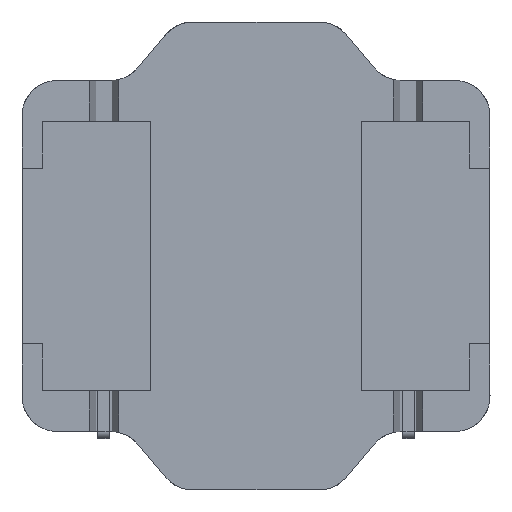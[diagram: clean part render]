
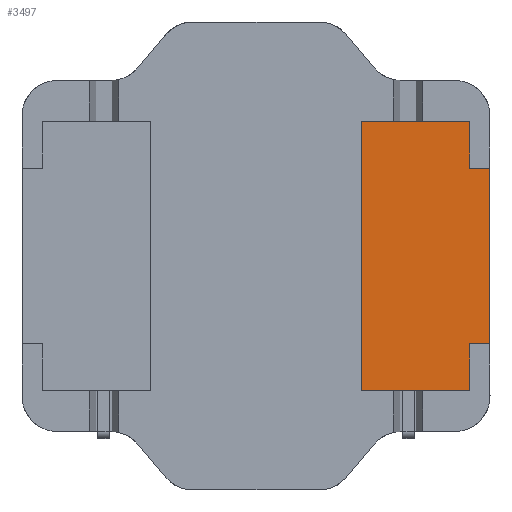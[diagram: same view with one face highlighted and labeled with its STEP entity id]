
A CAD part, front view. The second image highlights one B-rep face of the part: STEP entity #3497.
In plain terms, the highlighted planar face has unit normal (0, -1, 0).
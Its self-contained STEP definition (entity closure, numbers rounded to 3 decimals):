
#240 = PLANE ( 'NONE',  #442 ) ;
#241 = LINE ( 'NONE', #3515, #366 ) ;
#323 = CARTESIAN_POINT ( 'NONE',  ( 0., 0., -1.15 ) ) ;
#366 = VECTOR ( 'NONE', #3503, 1000. ) ;
#423 = CARTESIAN_POINT ( 'NONE',  ( 1.825, 0., 0. ) ) ;
#442 = AXIS2_PLACEMENT_3D ( 'NONE', #1853, #2270, #4414 ) ;
#478 = EDGE_CURVE ( 'NONE', #3358, #4504, #1416, .T. ) ;
#534 = CARTESIAN_POINT ( 'NONE',  ( 0.9, 0., -1.15 ) ) ;
#739 = CARTESIAN_POINT ( 'NONE',  ( 0., 0., 0.75 ) ) ;
#850 = EDGE_CURVE ( 'NONE', #2669, #4504, #3691, .T. ) ;
#895 = VECTOR ( 'NONE', #3551, 1000. ) ;
#960 = VECTOR ( 'NONE', #4567, 1000. ) ;
#967 = VECTOR ( 'NONE', #5094, 1000. ) ;
#1095 = EDGE_CURVE ( 'NONE', #1184, #2410, #2890, .T. ) ;
#1184 = VERTEX_POINT ( 'NONE', #3788 ) ;
#1235 = CARTESIAN_POINT ( 'NONE',  ( 1.825, 0., 0.75 ) ) ;
#1335 = EDGE_CURVE ( 'NONE', #5124, #3033, #2826, .T. ) ;
#1389 = VERTEX_POINT ( 'NONE', #534 ) ;
#1416 = LINE ( 'NONE', #2567, #967 ) ;
#1595 = ORIENTED_EDGE ( 'NONE', *, *, #4629, .T. ) ;
#1765 = CARTESIAN_POINT ( 'NONE',  ( 1.825, 0., -0.75 ) ) ;
#1771 = CARTESIAN_POINT ( 'NONE',  ( 2., 0., 0.75 ) ) ;
#1853 = CARTESIAN_POINT ( 'NONE',  ( 0., 0., 0. ) ) ;
#1898 = ORIENTED_EDGE ( 'NONE', *, *, #2016, .F. ) ;
#1925 = DIRECTION ( 'NONE',  ( 0., 0., 1. ) ) ;
#2016 = EDGE_CURVE ( 'NONE', #1389, #1184, #3412, .T. ) ;
#2270 = DIRECTION ( 'NONE',  ( 0., -1., 0. ) ) ;
#2410 = VERTEX_POINT ( 'NONE', #2955 ) ;
#2567 = CARTESIAN_POINT ( 'NONE',  ( 2., 0., 0. ) ) ;
#2656 = ORIENTED_EDGE ( 'NONE', *, *, #3673, .T. ) ;
#2669 = VERTEX_POINT ( 'NONE', #1235 ) ;
#2702 = VECTOR ( 'NONE', #3383, 1000. ) ;
#2826 = LINE ( 'NONE', #423, #2702 ) ;
#2890 = LINE ( 'NONE', #3495, #5280 ) ;
#2955 = CARTESIAN_POINT ( 'NONE',  ( 1.825, 0., 1.15 ) ) ;
#3033 = VERTEX_POINT ( 'NONE', #1765 ) ;
#3039 = ORIENTED_EDGE ( 'NONE', *, *, #4796, .T. ) ;
#3046 = DIRECTION ( 'NONE',  ( 1., 0., 0. ) ) ;
#3208 = LINE ( 'NONE', #323, #960 ) ;
#3358 = VERTEX_POINT ( 'NONE', #5451 ) ;
#3383 = DIRECTION ( 'NONE',  ( 0., 0., 1. ) ) ;
#3412 = LINE ( 'NONE', #4431, #895 ) ;
#3495 = CARTESIAN_POINT ( 'NONE',  ( 0., 0., 1.15 ) ) ;
#3497 = ADVANCED_FACE ( 'NONE', ( #4267 ), #240, .T. ) ;
#3503 = DIRECTION ( 'NONE',  ( 1., 0., 0. ) ) ;
#3515 = CARTESIAN_POINT ( 'NONE',  ( 0., 0., -0.75 ) ) ;
#3533 = EDGE_LOOP ( 'NONE', ( #5033, #2656, #4315, #1898, #3039, #3599, #1595, #4434 ) ) ;
#3551 = DIRECTION ( 'NONE',  ( 0., 0., 1. ) ) ;
#3599 = ORIENTED_EDGE ( 'NONE', *, *, #1335, .T. ) ;
#3673 = EDGE_CURVE ( 'NONE', #2669, #2410, #5320, .T. ) ;
#3691 = LINE ( 'NONE', #739, #4276 ) ;
#3727 = DIRECTION ( 'NONE',  ( 1., 0., 0. ) ) ;
#3788 = CARTESIAN_POINT ( 'NONE',  ( 0.9, 0., 1.15 ) ) ;
#4069 = CARTESIAN_POINT ( 'NONE',  ( 1.825, 0., 0. ) ) ;
#4074 = VECTOR ( 'NONE', #1925, 1000. ) ;
#4267 = FACE_OUTER_BOUND ( 'NONE', #3533, .T. ) ;
#4276 = VECTOR ( 'NONE', #3727, 1000. ) ;
#4315 = ORIENTED_EDGE ( 'NONE', *, *, #1095, .F. ) ;
#4332 = CARTESIAN_POINT ( 'NONE',  ( 1.825, 0., -1.15 ) ) ;
#4414 = DIRECTION ( 'NONE',  ( 0., 0., -1. ) ) ;
#4431 = CARTESIAN_POINT ( 'NONE',  ( 0.9, 0., 0. ) ) ;
#4434 = ORIENTED_EDGE ( 'NONE', *, *, #478, .T. ) ;
#4504 = VERTEX_POINT ( 'NONE', #1771 ) ;
#4567 = DIRECTION ( 'NONE',  ( 1., 0., 0. ) ) ;
#4629 = EDGE_CURVE ( 'NONE', #3033, #3358, #241, .T. ) ;
#4796 = EDGE_CURVE ( 'NONE', #1389, #5124, #3208, .T. ) ;
#5033 = ORIENTED_EDGE ( 'NONE', *, *, #850, .F. ) ;
#5094 = DIRECTION ( 'NONE',  ( 0., 0., 1. ) ) ;
#5124 = VERTEX_POINT ( 'NONE', #4332 ) ;
#5280 = VECTOR ( 'NONE', #3046, 1000. ) ;
#5320 = LINE ( 'NONE', #4069, #4074 ) ;
#5451 = CARTESIAN_POINT ( 'NONE',  ( 2., 0., -0.75 ) ) ;
